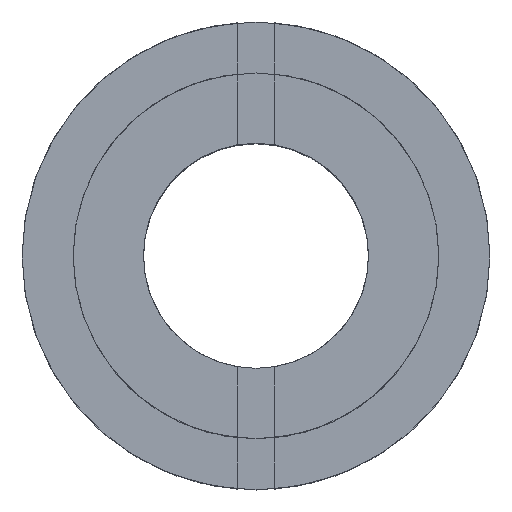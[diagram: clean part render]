
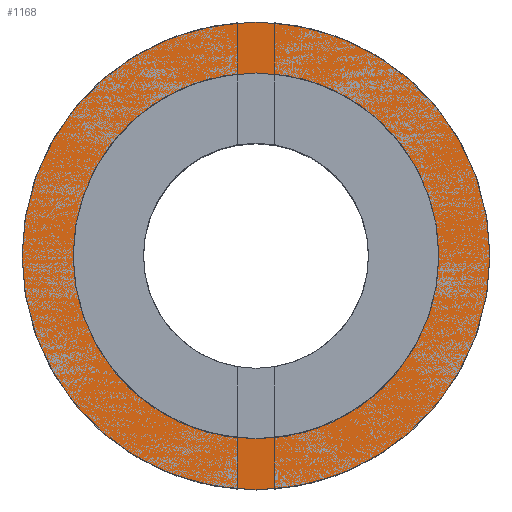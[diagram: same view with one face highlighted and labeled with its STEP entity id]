
A CAD part, top view. The second image highlights one B-rep face of the part: STEP entity #1168.
In plain terms, the highlighted face is planar.
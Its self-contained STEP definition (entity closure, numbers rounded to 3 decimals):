
#62 = ORIENTED_EDGE ( 'NONE', *, *, #665, .F. ) ;
#72 = CARTESIAN_POINT ( 'NONE',  ( -32.084, -44.059, 157. ) ) ;
#119 = CIRCLE ( 'NONE', #268, 24.95 ) ;
#172 = CARTESIAN_POINT ( 'NONE',  ( -51.584, -44.059, 157. ) ) ;
#174 = DIRECTION ( 'NONE',  ( 0., 0., 1. ) ) ;
#181 = DIRECTION ( 'NONE',  ( -1., 0., 0. ) ) ;
#202 = PLANE ( 'NONE',  #269 ) ;
#226 = CARTESIAN_POINT ( 'NONE',  ( -28.584, -44.059, 157. ) ) ;
#231 = DIRECTION ( 'NONE',  ( 0., 0., -1. ) ) ;
#233 = DIRECTION ( 'NONE',  ( -1., 0., 0. ) ) ;
#268 = AXIS2_PLACEMENT_3D ( 'NONE', #172, #174, #181 ) ;
#269 = AXIS2_PLACEMENT_3D ( 'NONE', #226, #231, #233 ) ;
#325 = ORIENTED_EDGE ( 'NONE', *, *, #1260, .F. ) ;
#494 = FACE_BOUND ( 'NONE', #1161, .T. ) ;
#596 = CIRCLE ( 'NONE', #725, 24.95 ) ;
#665 = EDGE_CURVE ( 'NONE', #1415, #800, #596, .T. ) ;
#702 = CARTESIAN_POINT ( 'NONE',  ( -71.084, -44.059, 157. ) ) ;
#725 = AXIS2_PLACEMENT_3D ( 'NONE', #1273, #1411, #882 ) ;
#769 = CIRCLE ( 'NONE', #1409, 19.5 ) ;
#800 = VERTEX_POINT ( 'NONE', #1142 ) ;
#882 = DIRECTION ( 'NONE',  ( -1., 0., 0. ) ) ;
#907 = EDGE_CURVE ( 'NONE', #800, #1415, #119, .T. ) ;
#1031 = EDGE_LOOP ( 'NONE', ( #62, #1455 ) ) ;
#1042 = VERTEX_POINT ( 'NONE', #702 ) ;
#1142 = CARTESIAN_POINT ( 'NONE',  ( -76.534, -44.059, 157. ) ) ;
#1161 = EDGE_LOOP ( 'NONE', ( #325, #1304 ) ) ;
#1168 = ADVANCED_FACE ( 'NONE', ( #1199, #494 ), #202, .T. ) ;
#1199 = FACE_OUTER_BOUND ( 'NONE', #1031, .T. ) ;
#1260 = EDGE_CURVE ( 'NONE', #1682, #1042, #769, .T. ) ;
#1273 = CARTESIAN_POINT ( 'NONE',  ( -51.584, -44.059, 157. ) ) ;
#1304 = ORIENTED_EDGE ( 'NONE', *, *, #1435, .F. ) ;
#1338 = CARTESIAN_POINT ( 'NONE',  ( -26.634, -44.059, 157. ) ) ;
#1409 = AXIS2_PLACEMENT_3D ( 'NONE', #1632, #1663, #1687 ) ;
#1411 = DIRECTION ( 'NONE',  ( 0., 0., 1. ) ) ;
#1415 = VERTEX_POINT ( 'NONE', #1338 ) ;
#1435 = EDGE_CURVE ( 'NONE', #1042, #1682, #1495, .T. ) ;
#1455 = ORIENTED_EDGE ( 'NONE', *, *, #907, .F. ) ;
#1495 = CIRCLE ( 'NONE', #1647, 19.5 ) ;
#1632 = CARTESIAN_POINT ( 'NONE',  ( -51.584, -44.059, 157. ) ) ;
#1647 = AXIS2_PLACEMENT_3D ( 'NONE', #1666, #1679, #1681 ) ;
#1663 = DIRECTION ( 'NONE',  ( 0., 0., -1. ) ) ;
#1666 = CARTESIAN_POINT ( 'NONE',  ( -51.584, -44.059, 157. ) ) ;
#1679 = DIRECTION ( 'NONE',  ( 0., 0., -1. ) ) ;
#1681 = DIRECTION ( 'NONE',  ( 1., 0., 0. ) ) ;
#1682 = VERTEX_POINT ( 'NONE', #72 ) ;
#1687 = DIRECTION ( 'NONE',  ( 1., 0., 0. ) ) ;
